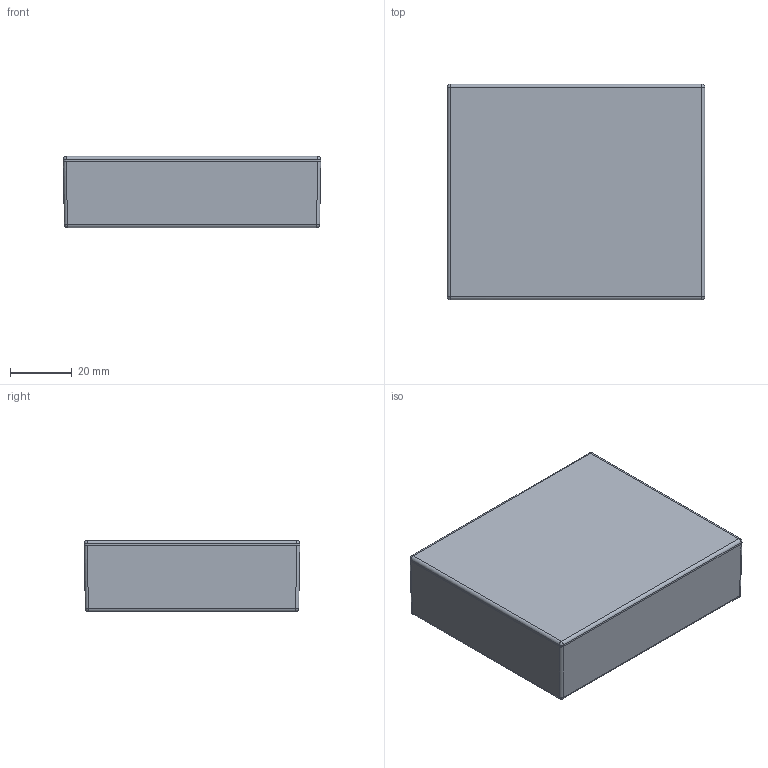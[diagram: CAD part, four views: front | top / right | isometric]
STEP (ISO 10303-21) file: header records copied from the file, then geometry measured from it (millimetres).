
FILE_DESCRIPTION (( 'STEP AP203' ), '1' );
FILE_NAME ('KM-5.STEP', '2024-04-29T10:12:47', ( '' ), ( '' ), 'SwSTEP 2.0', 'SolidWorks 2013', '' );
FILE_SCHEMA (( 'CONFIG_CONTROL_DESIGN' ));
Length unit declared in the file: millimetre
Products named in the file (3): KM-5; korpus_Domy˜lna; pokrywa_Domy˜lna
Assembly tree (2 placements, depth 2):
  KM-5
    korpus_Domy˜lna
    pokrywa_Domy˜lna
Bounding box: 83.6 x 70 x 23.15 mm (x, y, z)
Volume: 28671.6 mm3; surface area: 37494.6 mm2
Topology: 2 solids, 2 shells, 85 faces, 213 edges, 131 vertices
Faces by surface type: cylinder 33, plane 31, torus 9, bspline 8, sphere 4
Entity records: 3544 total; most frequent: CARTESIAN_POINT 1410, ORIENTED_EDGE 418, DIRECTION 337, EDGE_CURVE 209, VERTEX_POINT 131, AXIS2_PLACEMENT_3D 122, VECTOR 93, LINE 93
